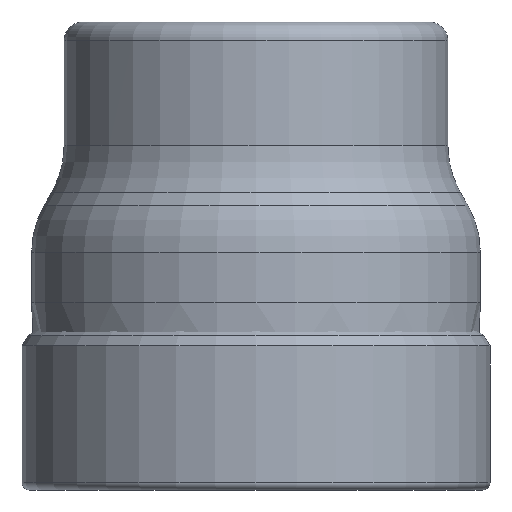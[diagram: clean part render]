
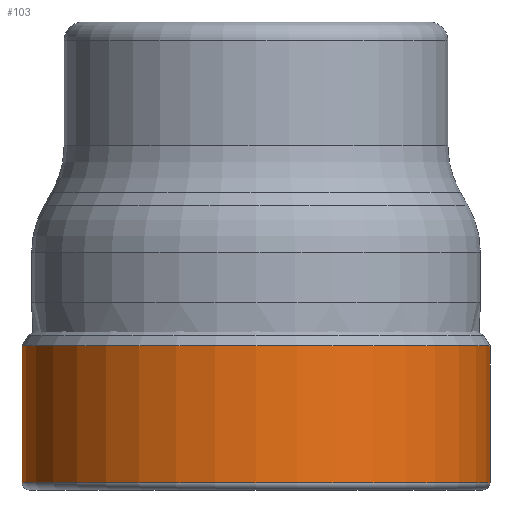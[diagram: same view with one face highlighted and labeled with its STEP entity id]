
A CAD part, front view. The second image highlights one B-rep face of the part: STEP entity #103.
In plain terms, the highlighted cylindrical face has radius 25 mm (diameter 50 mm), a partial arc.
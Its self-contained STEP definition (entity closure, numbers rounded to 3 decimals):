
#42=CYLINDRICAL_SURFACE('',#1369,25.);
#103=ADVANCED_FACE('',(#209),#42,.T.);
#209=FACE_OUTER_BOUND('',#279,.T.);
#279=EDGE_LOOP('',(#372,#373,#374,#375));
#372=ORIENTED_EDGE('',*,*,#815,.T.);
#373=ORIENTED_EDGE('',*,*,#814,.F.);
#374=ORIENTED_EDGE('',*,*,#816,.F.);
#375=ORIENTED_EDGE('',*,*,#817,.F.);
#706=VERTEX_POINT('',#2078);
#707=VERTEX_POINT('',#2080);
#708=VERTEX_POINT('',#2086);
#709=VERTEX_POINT('',#2088);
#814=EDGE_CURVE('',#707,#706,#986,.T.);
#815=EDGE_CURVE('',#708,#706,#1170,.T.);
#816=EDGE_CURVE('',#709,#707,#1171,.T.);
#817=EDGE_CURVE('',#708,#709,#987,.T.);
#986=CIRCLE('',#1366,25.);
#987=CIRCLE('',#1368,25.);
#1170=LINE('',#2085,#1228);
#1171=LINE('',#2087,#1229);
#1228=VECTOR('',#1618,1.);
#1229=VECTOR('',#1619,1.);
#1366=AXIS2_PLACEMENT_3D('',#2083,#1614,#1615);
#1368=AXIS2_PLACEMENT_3D('',#2089,#1620,#1621);
#1369=AXIS2_PLACEMENT_3D('',#2090,#1622,#1623);
#1614=DIRECTION('',(0.,0.,-1.));
#1615=DIRECTION('',(1.,0.,0.));
#1618=DIRECTION('',(0.,0.,-1.));
#1619=DIRECTION('',(0.,0.,-1.));
#1620=DIRECTION('',(0.,0.,1.));
#1621=DIRECTION('',(-1.,0.,0.));
#1622=DIRECTION('',(0.,0.,-1.));
#1623=DIRECTION('',(-1.,0.,0.));
#2078=CARTESIAN_POINT('',(-25.,0.,-49.2));
#2080=CARTESIAN_POINT('',(25.,0.,-49.2));
#2083=CARTESIAN_POINT('',(0.,0.,-49.2));
#2085=CARTESIAN_POINT('',(-25.,0.,-34.607));
#2086=CARTESIAN_POINT('',(-25.,0.,-34.607));
#2087=CARTESIAN_POINT('',(25.,0.,-34.607));
#2088=CARTESIAN_POINT('',(25.,0.,-34.607));
#2089=CARTESIAN_POINT('',(0.,0.,-34.607));
#2090=CARTESIAN_POINT('',(0.,0.,-27.251));
